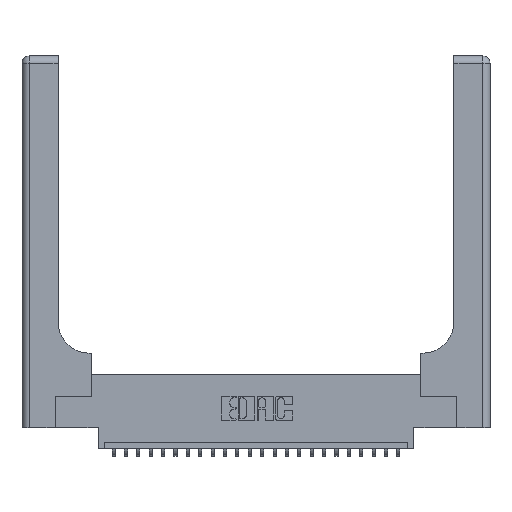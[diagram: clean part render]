
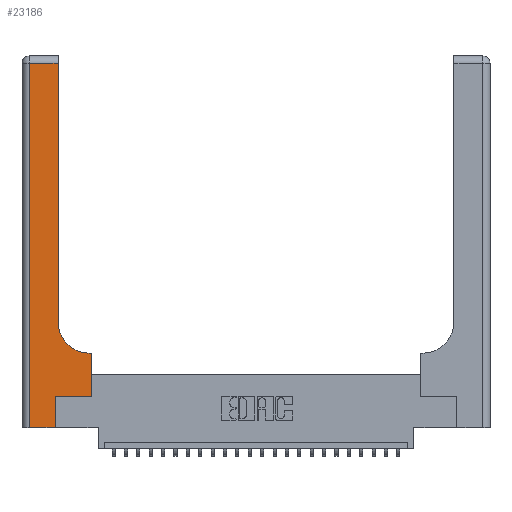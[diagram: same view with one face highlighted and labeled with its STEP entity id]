
A CAD part, top view. The second image highlights one B-rep face of the part: STEP entity #23186.
In plain terms, the highlighted planar face has unit normal (0, 0, 1).
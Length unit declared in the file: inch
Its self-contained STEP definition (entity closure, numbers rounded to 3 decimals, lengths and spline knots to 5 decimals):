
#166 = CARTESIAN_POINT ( 'NONE',  ( 0.06, 0., 0.37 ) ) ;
#680 = CARTESIAN_POINT ( 'NONE',  ( 0.269, 0.25, 0.37 ) ) ;
#1766 = DIRECTION ( 'NONE',  ( 1., 0., 0. ) ) ;
#2695 = DIRECTION ( 'NONE',  ( 0., 1., 0. ) ) ;
#3506 = CARTESIAN_POINT ( 'NONE',  ( 0.5585, 0.25, 0.37 ) ) ;
#4128 = LINE ( 'NONE', #12018, #22536 ) ;
#4448 = CARTESIAN_POINT ( 'NONE',  ( 0.2915, 0.6, 0.37 ) ) ;
#4628 = LINE ( 'NONE', #680, #12728 ) ;
#4788 = VECTOR ( 'NONE', #8898, 39.37008 ) ;
#4913 = VERTEX_POINT ( 'NONE', #22682 ) ;
#4959 = CARTESIAN_POINT ( 'NONE',  ( 0.5585, 0.6, 0.37 ) ) ;
#5669 = DIRECTION ( 'NONE',  ( 0., 1., 0. ) ) ;
#5857 = CARTESIAN_POINT ( 'NONE',  ( 0.5415, 0.85, 0.37 ) ) ;
#6034 = DIRECTION ( 'NONE',  ( 1., 0., 0. ) ) ;
#6105 = VERTEX_POINT ( 'NONE', #4959 ) ;
#6923 = VERTEX_POINT ( 'NONE', #7725 ) ;
#7102 = VERTEX_POINT ( 'NONE', #166 ) ;
#7114 = EDGE_CURVE ( 'NONE', #7102, #6923, #23166, .T. ) ;
#7725 = CARTESIAN_POINT ( 'NONE',  ( 0.269, 0., 0.37 ) ) ;
#7818 = ORIENTED_EDGE ( 'NONE', *, *, #19010, .T. ) ;
#7904 = VECTOR ( 'NONE', #6034, 39.37008 ) ;
#7951 = CARTESIAN_POINT ( 'NONE',  ( 0., 0., 0.37 ) ) ;
#7964 = FACE_OUTER_BOUND ( 'NONE', #20658, .T. ) ;
#8288 = VERTEX_POINT ( 'NONE', #14112 ) ;
#8618 = LINE ( 'NONE', #3506, #12344 ) ;
#8802 = ORIENTED_EDGE ( 'NONE', *, *, #21534, .T. ) ;
#8891 = CARTESIAN_POINT ( 'NONE',  ( 0., 2.94, 0.37 ) ) ;
#8898 = DIRECTION ( 'NONE',  ( -1., 0., 0. ) ) ;
#9011 = AXIS2_PLACEMENT_3D ( 'NONE', #5857, #15614, #1766 ) ;
#9127 = VERTEX_POINT ( 'NONE', #13887 ) ;
#9301 = VECTOR ( 'NONE', #5669, 39.37008 ) ;
#10557 = LINE ( 'NONE', #8891, #23977 ) ;
#10830 = CARTESIAN_POINT ( 'NONE',  ( 0.06, 2.94, 0.37 ) ) ;
#10834 = DIRECTION ( 'NONE',  ( -1., 0., 0. ) ) ;
#11118 = CIRCLE ( 'NONE', #9011, 0.25 ) ;
#11296 = ORIENTED_EDGE ( 'NONE', *, *, #22863, .T. ) ;
#11503 = DIRECTION ( 'NONE',  ( -1., 0., 0. ) ) ;
#11567 = EDGE_CURVE ( 'NONE', #20041, #25443, #10557, .T. ) ;
#11699 = VERTEX_POINT ( 'NONE', #25574 ) ;
#11703 = EDGE_CURVE ( 'NONE', #8288, #20041, #14600, .T. ) ;
#12018 = CARTESIAN_POINT ( 'NONE',  ( 0.06, 3., 0.37 ) ) ;
#12344 = VECTOR ( 'NONE', #15624, 39.37008 ) ;
#12615 = CARTESIAN_POINT ( 'NONE',  ( 0.269, 0., 0.37 ) ) ;
#12728 = VECTOR ( 'NONE', #18664, 39.37008 ) ;
#12996 = AXIS2_PLACEMENT_3D ( 'NONE', #18854, #14836, #10834 ) ;
#13521 = ORIENTED_EDGE ( 'NONE', *, *, #16948, .T. ) ;
#13887 = CARTESIAN_POINT ( 'NONE',  ( 0.269, 0.25, 0.37 ) ) ;
#13959 = ORIENTED_EDGE ( 'NONE', *, *, #11567, .T. ) ;
#14112 = CARTESIAN_POINT ( 'NONE',  ( 0.2915, 0.85, 0.37 ) ) ;
#14600 = LINE ( 'NONE', #21691, #9301 ) ;
#14836 = DIRECTION ( 'NONE',  ( 0., 0., -1. ) ) ;
#15614 = DIRECTION ( 'NONE',  ( 0., 0., -1. ) ) ;
#15624 = DIRECTION ( 'NONE',  ( 0., 1., 0. ) ) ;
#15728 = LINE ( 'NONE', #12615, #22612 ) ;
#16948 = EDGE_CURVE ( 'NONE', #4913, #6105, #8618, .T. ) ;
#17966 = ORIENTED_EDGE ( 'NONE', *, *, #7114, .T. ) ;
#17999 = DIRECTION ( 'NONE',  ( 0., -1., 0. ) ) ;
#18664 = DIRECTION ( 'NONE',  ( 1., 0., 0. ) ) ;
#18854 = CARTESIAN_POINT ( 'NONE',  ( 0., 3., 0.37 ) ) ;
#19010 = EDGE_CURVE ( 'NONE', #25443, #7102, #4128, .T. ) ;
#20041 = VERTEX_POINT ( 'NONE', #25711 ) ;
#20658 = EDGE_LOOP ( 'NONE', ( #21699, #13959, #7818, #17966, #21644, #8802, #13521, #22446, #11296 ) ) ;
#21534 = EDGE_CURVE ( 'NONE', #9127, #4913, #4628, .T. ) ;
#21644 = ORIENTED_EDGE ( 'NONE', *, *, #23687, .T. ) ;
#21691 = CARTESIAN_POINT ( 'NONE',  ( 0.2915, 3., 0.37 ) ) ;
#21699 = ORIENTED_EDGE ( 'NONE', *, *, #11703, .T. ) ;
#22256 = LINE ( 'NONE', #4448, #4788 ) ;
#22446 = ORIENTED_EDGE ( 'NONE', *, *, #24813, .T. ) ;
#22536 = VECTOR ( 'NONE', #17999, 39.37008 ) ;
#22612 = VECTOR ( 'NONE', #2695, 39.37008 ) ;
#22682 = CARTESIAN_POINT ( 'NONE',  ( 0.5585, 0.25, 0.37 ) ) ;
#22863 = EDGE_CURVE ( 'NONE', #11699, #8288, #11118, .T. ) ;
#22928 = PLANE ( 'NONE',  #12996 ) ;
#23166 = LINE ( 'NONE', #7951, #7904 ) ;
#23186 = ADVANCED_FACE ( 'NONE', ( #7964 ), #22928, .F. ) ;
#23687 = EDGE_CURVE ( 'NONE', #6923, #9127, #15728, .T. ) ;
#23977 = VECTOR ( 'NONE', #11503, 39.37008 ) ;
#24813 = EDGE_CURVE ( 'NONE', #6105, #11699, #22256, .T. ) ;
#25443 = VERTEX_POINT ( 'NONE', #10830 ) ;
#25574 = CARTESIAN_POINT ( 'NONE',  ( 0.5415, 0.6, 0.37 ) ) ;
#25711 = CARTESIAN_POINT ( 'NONE',  ( 0.2915, 2.94, 0.37 ) ) ;
